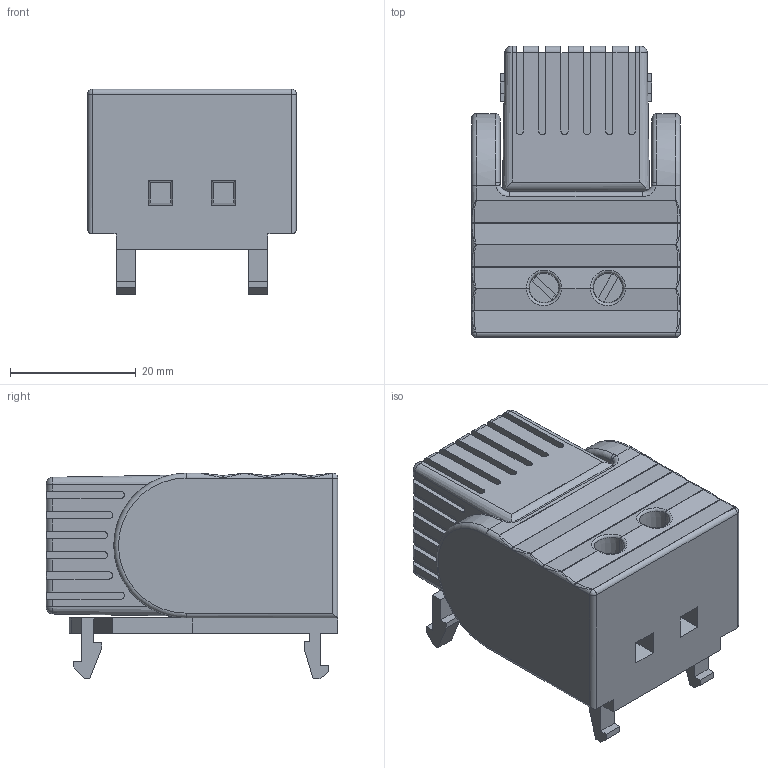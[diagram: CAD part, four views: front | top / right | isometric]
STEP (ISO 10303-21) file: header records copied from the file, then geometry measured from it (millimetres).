
FILE_DESCRIPTION (( 'STEP AP214' ), '1' );
FILE_NAME ('011600-01.STEP', '2014-06-25T15:54:19', ( '' ), ( '' ), 'SwSTEP 2.0', 'SolidWorks 2013', '' );
FILE_SCHEMA (( 'AUTOMOTIVE_DESIGN' ));
Length unit declared in the file: inch
Products named in the file (1): 011600-01
Bounding box: 33.15 x 46.25 x 32.64 mm (x, y, z)
Volume: 32598.3 mm3; surface area: 10037.7 mm2
Topology: 1 solids, 1 shells, 374 faces, 1037 edges, 664 vertices
Faces by surface type: plane 188, cylinder 123, bspline 26, torus 15, sphere 14, cone 8
Entity records: 14881 total; most frequent: CARTESIAN_POINT 3156, ORIENTED_EDGE 2070, DIRECTION 1926, EDGE_CURVE 1035, VERTEX_POINT 664, AXIS2_PLACEMENT_3D 654, VECTOR 618, LINE 618
